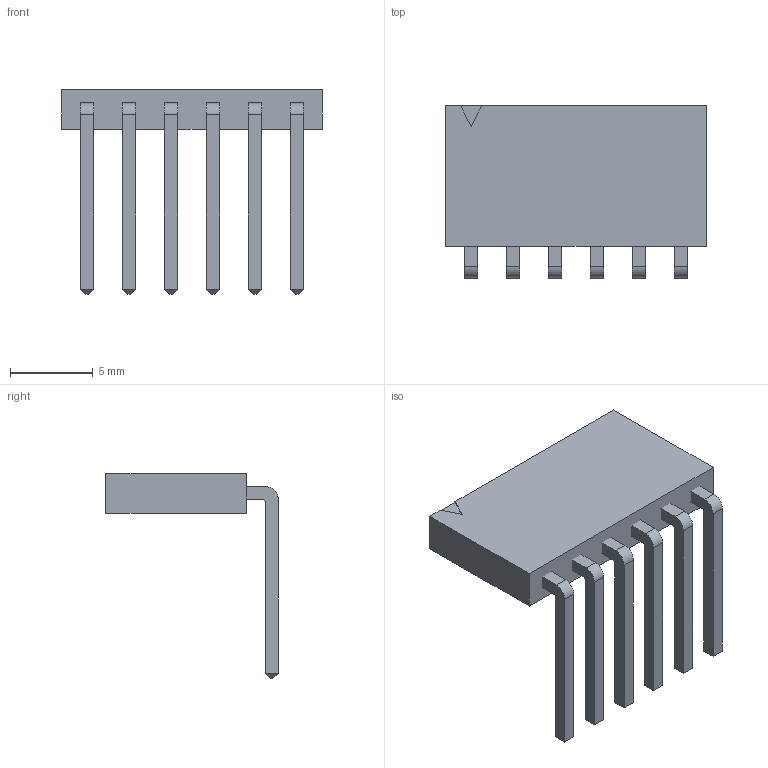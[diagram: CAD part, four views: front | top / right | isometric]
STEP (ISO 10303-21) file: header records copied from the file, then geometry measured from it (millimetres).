
FILE_DESCRIPTION(('FreeCAD Model'),'2;1');
FILE_NAME('992952.1.1.stp','2020-04-09T18:23:52',( 'Author'),(''),'Open CASCADE STEP processor 6.9','FreeCAD','Unknown' );
FILE_SCHEMA(('AUTOMOTIVE_DESIGN { 1 0 10303 214 1 1 1 1 }'));
Length unit declared in the file: millimetre
Products named in the file (3): ASSEMBLY; LeadsArray; Body
Assembly tree (2 placements, depth 2):
  ASSEMBLY
    LeadsArray
    Body
Bounding box: 15.75 x 10.43 x 12.41 mm (x, y, z)
Volume: 348.3 mm3; surface area: 785 mm2
Topology: 7 solids, 7 shells, 147 faces, 333 edges, 206 vertices
Faces by surface type: plane 135, cylinder 12
Entity records: 8453 total; most frequent: CARTESIAN_POINT 1427, DIRECTION 1311, LINE 951, VECTOR 951, ORIENTED_EDGE 666, PCURVE 666, DEFINITIONAL_REPRESENTATION 666, EDGE_CURVE 333
